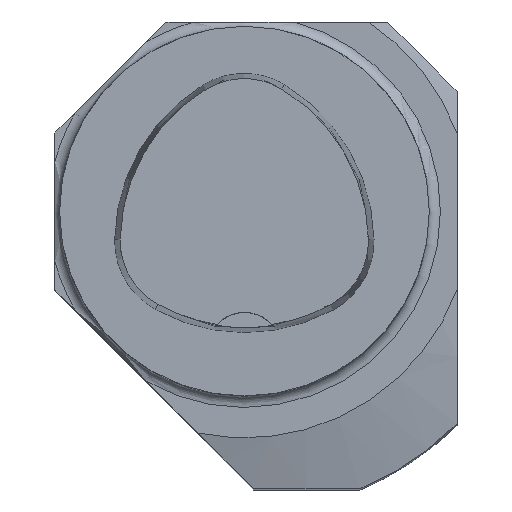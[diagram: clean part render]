
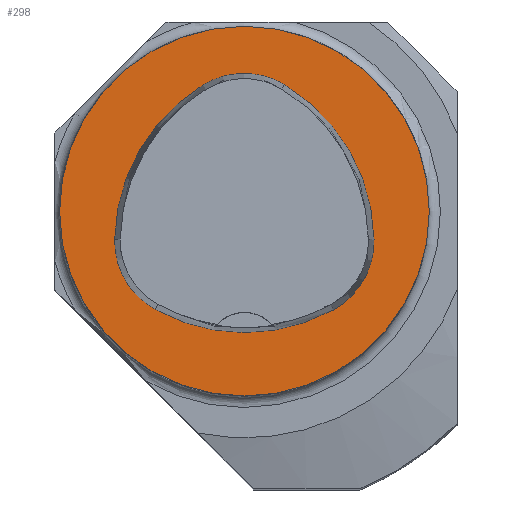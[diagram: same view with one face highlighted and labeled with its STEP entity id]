
A CAD part, top view. The second image highlights one B-rep face of the part: STEP entity #298.
In plain terms, the highlighted planar face has unit normal (0, 0, 1).
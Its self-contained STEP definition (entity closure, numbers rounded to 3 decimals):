
#298=ADVANCED_FACE('',(#688,#689),#398,.T.);
#398=PLANE('',#2016);
#688=FACE_BOUND('',#786,.T.);
#689=FACE_BOUND('',#787,.T.);
#786=EDGE_LOOP('',(#1153,#1154,#1155,#1156,#1157,#1158));
#787=EDGE_LOOP('',(#1159));
#1153=ORIENTED_EDGE('',*,*,#1697,.T.);
#1154=ORIENTED_EDGE('',*,*,#1677,.T.);
#1155=ORIENTED_EDGE('',*,*,#1681,.T.);
#1156=ORIENTED_EDGE('',*,*,#1684,.T.);
#1157=ORIENTED_EDGE('',*,*,#1687,.T.);
#1158=ORIENTED_EDGE('',*,*,#1695,.T.);
#1159=ORIENTED_EDGE('',*,*,#1700,.F.);
#1471=VERTEX_POINT('',#2985);
#1472=VERTEX_POINT('',#2986);
#1475=VERTEX_POINT('',#2994);
#1477=VERTEX_POINT('',#3000);
#1479=VERTEX_POINT('',#3006);
#1486=VERTEX_POINT('',#3027);
#1487=VERTEX_POINT('',#3037);
#1677=EDGE_CURVE('',#1471,#1472,#1839,.T.);
#1681=EDGE_CURVE('',#1472,#1475,#1841,.T.);
#1684=EDGE_CURVE('',#1475,#1477,#1843,.T.);
#1687=EDGE_CURVE('',#1477,#1479,#1845,.T.);
#1695=EDGE_CURVE('',#1479,#1486,#1849,.T.);
#1697=EDGE_CURVE('',#1486,#1471,#1851,.T.);
#1700=EDGE_CURVE('',#1487,#1487,#1854,.T.);
#1839=CIRCLE('',#1993,20.);
#1841=CIRCLE('',#1996,8.5);
#1843=CIRCLE('',#1999,20.);
#1845=CIRCLE('',#2002,8.5);
#1849=CIRCLE('',#2007,20.);
#1851=CIRCLE('',#2010,8.5);
#1854=CIRCLE('',#2015,20.);
#1993=AXIS2_PLACEMENT_3D('',#2984,#2362,#2363);
#1996=AXIS2_PLACEMENT_3D('',#2993,#2370,#2371);
#1999=AXIS2_PLACEMENT_3D('',#2999,#2377,#2378);
#2002=AXIS2_PLACEMENT_3D('',#3005,#2384,#2385);
#2007=AXIS2_PLACEMENT_3D('',#3028,#2396,#2397);
#2010=AXIS2_PLACEMENT_3D('',#3031,#2402,#2403);
#2015=AXIS2_PLACEMENT_3D('',#3036,#2412,#2413);
#2016=AXIS2_PLACEMENT_3D('',#3038,#2414,#2415);
#2362=DIRECTION('',(0.,0.,-1.));
#2363=DIRECTION('',(-1.,0.,0.));
#2370=DIRECTION('',(0.,0.,-1.));
#2371=DIRECTION('',(-1.,0.,0.));
#2377=DIRECTION('',(0.,0.,-1.));
#2378=DIRECTION('',(-1.,0.,0.));
#2384=DIRECTION('',(0.,0.,-1.));
#2385=DIRECTION('',(-1.,0.,0.));
#2396=DIRECTION('',(0.,0.,-1.));
#2397=DIRECTION('',(-1.,0.,0.));
#2402=DIRECTION('',(0.,0.,-1.));
#2403=DIRECTION('',(-1.,0.,0.));
#2412=DIRECTION('',(0.,0.,-1.));
#2413=DIRECTION('',(-1.,0.,0.));
#2414=DIRECTION('',(0.,0.,1.));
#2415=DIRECTION('',(1.,0.,0.));
#2984=CARTESIAN_POINT('',(5.955,-3.414,0.));
#2985=CARTESIAN_POINT('',(-14.041,-3.042,0.));
#2986=CARTESIAN_POINT('',(-4.472,13.653,0.));
#2993=CARTESIAN_POINT('',(-0.04,6.4,0.));
#2994=CARTESIAN_POINT('',(4.347,13.68,0.));
#2999=CARTESIAN_POINT('',(-5.976,-3.45,0.));
#3000=CARTESIAN_POINT('',(14.021,-3.075,0.));
#3005=CARTESIAN_POINT('',(5.522,-3.235,0.));
#3006=CARTESIAN_POINT('',(9.588,-10.699,0.));
#3027=CARTESIAN_POINT('',(-9.655,-10.639,0.));
#3028=CARTESIAN_POINT('',(0.022,6.864,0.));
#3031=CARTESIAN_POINT('',(-5.543,-3.2,0.));
#3036=CARTESIAN_POINT('',(0.,0.,0.));
#3037=CARTESIAN_POINT('',(-20.,0.,0.));
#3038=CARTESIAN_POINT('',(0.,0.,0.));
